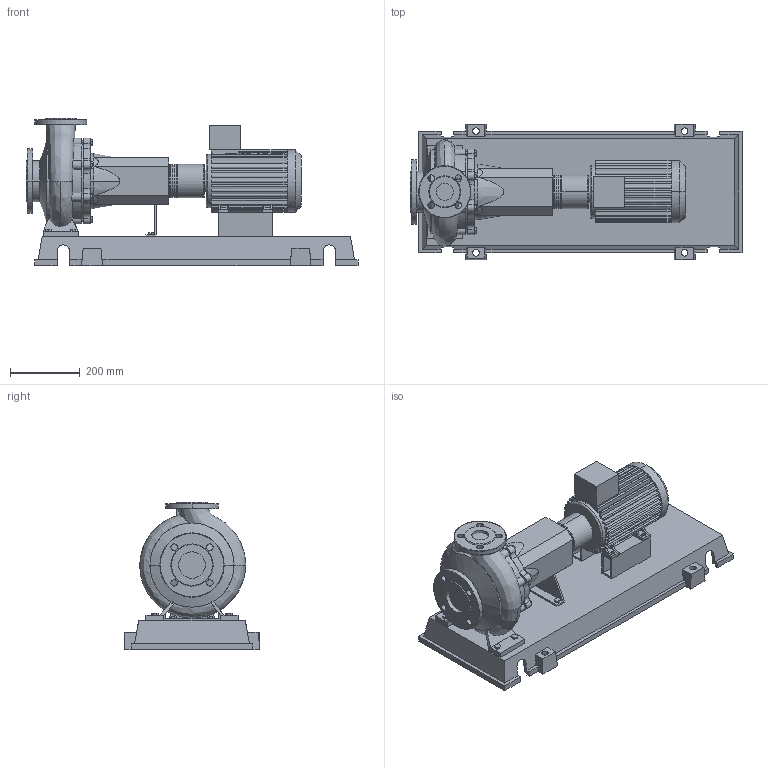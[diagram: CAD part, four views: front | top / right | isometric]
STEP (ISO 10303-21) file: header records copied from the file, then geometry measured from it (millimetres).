
FILE_DESCRIPTION((''),'2;1');
FILE_NAME('3d_NL40_200-1.5-4-05-4108980.stp','2015-03-03T07:41:40',(''),(''),'Mechanical Desktop 2009','Mechanical Desktop 2009',', , ');
FILE_SCHEMA(('CONFIG_CONTROL_DESIGN'));
Length unit declared in the file: millimetre
Products named in the file (1): Product
Bounding box: 955 x 390 x 423 mm (x, y, z)
Volume: 25508371.7 mm3; surface area: 2229953.6 mm2
Topology: 13 solids, 13 shells, 817 faces, 2183 edges, 1432 vertices
Faces by surface type: plane 429, bspline 204, cylinder 170, cone 8, torus 6
Entity records: 29782 total; most frequent: CARTESIAN_POINT 9518, ORIENTED_EDGE 4368, DIRECTION 3935, EDGE_CURVE 2184, VERTEX_POINT 1431, VECTOR 1425, LINE 1425, AXIS2_PLACEMENT_3D 1255
